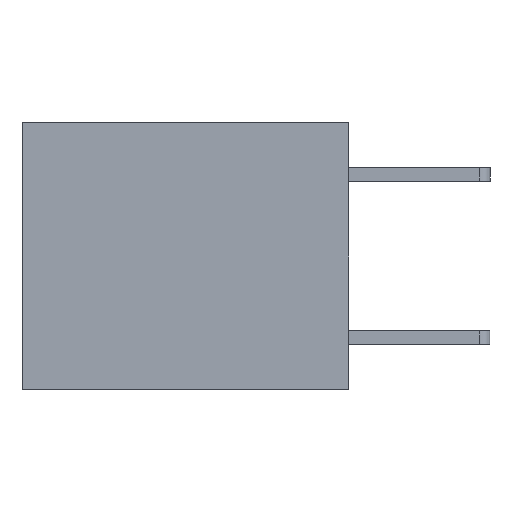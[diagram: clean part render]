
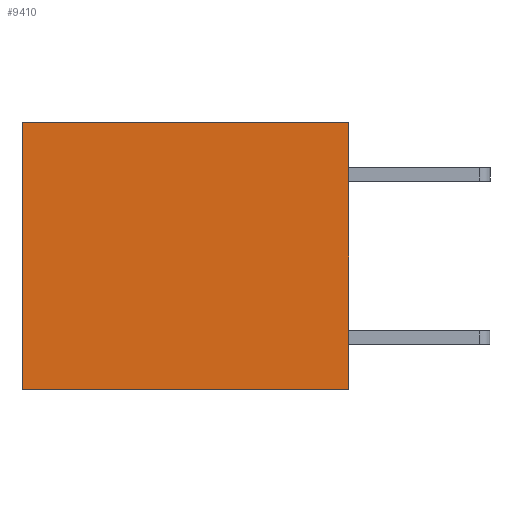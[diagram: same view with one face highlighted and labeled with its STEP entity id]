
A CAD part, left-side view. The second image highlights one B-rep face of the part: STEP entity #9410.
In plain terms, the highlighted planar face has unit normal (-1, 0, 0).
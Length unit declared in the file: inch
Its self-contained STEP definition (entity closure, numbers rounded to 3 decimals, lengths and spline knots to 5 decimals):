
#54 = PLANE ( 'NONE',  #4456 ) ;
#276 = CARTESIAN_POINT ( 'NONE',  ( 0.3165, 0., -0.49 ) ) ;
#309 = CARTESIAN_POINT ( 'NONE',  ( 0.3165, 0.6, -0.49 ) ) ;
#715 = CARTESIAN_POINT ( 'NONE',  ( 0.3165, 0., 0. ) ) ;
#1147 = ORIENTED_EDGE ( 'NONE', *, *, #6363, .F. ) ;
#1179 = CARTESIAN_POINT ( 'NONE',  ( 0.3165, 0., 0. ) ) ;
#1261 = ORIENTED_EDGE ( 'NONE', *, *, #4228, .T. ) ;
#1710 = DIRECTION ( 'NONE',  ( 1., 0., 0. ) ) ;
#1957 = VERTEX_POINT ( 'NONE', #309 ) ;
#2377 = VERTEX_POINT ( 'NONE', #715 ) ;
#2648 = EDGE_CURVE ( 'NONE', #4016, #1957, #4319, .T. ) ;
#2974 = CARTESIAN_POINT ( 'NONE',  ( 0.3165, 0., -0.49 ) ) ;
#3621 = EDGE_LOOP ( 'NONE', ( #1261, #4813, #1147, #8062 ) ) ;
#4016 = VERTEX_POINT ( 'NONE', #276 ) ;
#4228 = EDGE_CURVE ( 'NONE', #6527, #1957, #5722, .T. ) ;
#4319 = LINE ( 'NONE', #2974, #8203 ) ;
#4456 = AXIS2_PLACEMENT_3D ( 'NONE', #10006, #1710, #9170 ) ;
#4813 = ORIENTED_EDGE ( 'NONE', *, *, #2648, .F. ) ;
#5453 = DIRECTION ( 'NONE',  ( 0., 1., 0. ) ) ;
#5665 = FACE_OUTER_BOUND ( 'NONE', #3621, .T. ) ;
#5722 = LINE ( 'NONE', #10551, #10025 ) ;
#6363 = EDGE_CURVE ( 'NONE', #2377, #4016, #8921, .T. ) ;
#6527 = VERTEX_POINT ( 'NONE', #10434 ) ;
#6652 = DIRECTION ( 'NONE',  ( 0., 0., -1. ) ) ;
#6742 = LINE ( 'NONE', #1179, #7641 ) ;
#7411 = EDGE_CURVE ( 'NONE', #2377, #6527, #6742, .T. ) ;
#7641 = VECTOR ( 'NONE', #7818, 39.37008 ) ;
#7818 = DIRECTION ( 'NONE',  ( 0., 1., 0. ) ) ;
#8062 = ORIENTED_EDGE ( 'NONE', *, *, #7411, .T. ) ;
#8203 = VECTOR ( 'NONE', #5453, 39.37008 ) ;
#8921 = LINE ( 'NONE', #9537, #10752 ) ;
#9170 = DIRECTION ( 'NONE',  ( 0., 0., -1. ) ) ;
#9410 = ADVANCED_FACE ( 'NONE', ( #5665 ), #54, .F. ) ;
#9436 = DIRECTION ( 'NONE',  ( 0., 0., -1. ) ) ;
#9537 = CARTESIAN_POINT ( 'NONE',  ( 0.3165, 0., -0.49 ) ) ;
#10006 = CARTESIAN_POINT ( 'NONE',  ( 0.3165, 0., -0.49 ) ) ;
#10025 = VECTOR ( 'NONE', #6652, 39.37008 ) ;
#10434 = CARTESIAN_POINT ( 'NONE',  ( 0.3165, 0.6, 0. ) ) ;
#10551 = CARTESIAN_POINT ( 'NONE',  ( 0.3165, 0.6, -0.49 ) ) ;
#10752 = VECTOR ( 'NONE', #9436, 39.37008 ) ;
